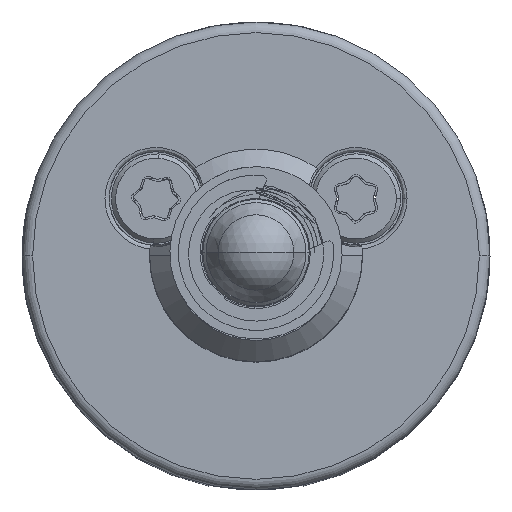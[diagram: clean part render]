
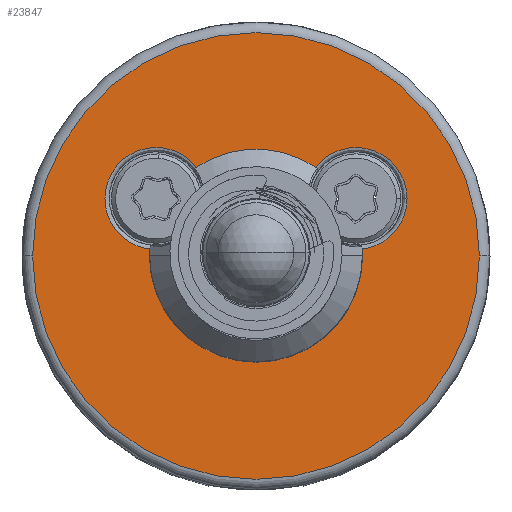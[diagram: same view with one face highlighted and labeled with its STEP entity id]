
A CAD part, top view. The second image highlights one B-rep face of the part: STEP entity #23847.
In plain terms, the highlighted planar face has unit normal (0, 0, 1).
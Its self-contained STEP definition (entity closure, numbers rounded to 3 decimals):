
#60 = ORIENTED_EDGE ( 'NONE', *, *, #34008, .T. ) ;
#1706 = FACE_OUTER_BOUND ( 'NONE', #19666, .T. ) ;
#2328 = DIRECTION ( 'NONE',  ( 1., 0., 0. ) ) ;
#3706 = CARTESIAN_POINT ( 'NONE',  ( 4.791, 0.302, 136.6 ) ) ;
#3894 = DIRECTION ( 'NONE',  ( 0., 0., -1. ) ) ;
#5168 = EDGE_CURVE ( 'NONE', #23756, #8234, #29424, .T. ) ;
#5837 = CARTESIAN_POINT ( 'NONE',  ( 4.7, 2.7, 136.6 ) ) ;
#6299 = CARTESIAN_POINT ( 'NONE',  ( 10.5, 0., 136.6 ) ) ;
#6359 = CIRCLE ( 'NONE', #13987, 4.8 ) ;
#6398 = ORIENTED_EDGE ( 'NONE', *, *, #30204, .T. ) ;
#6640 = AXIS2_PLACEMENT_3D ( 'NONE', #17392, #38905, #20509 ) ;
#6740 = ORIENTED_EDGE ( 'NONE', *, *, #12146, .T. ) ;
#7542 = EDGE_CURVE ( 'NONE', #21392, #15996, #37710, .T. ) ;
#7649 = CARTESIAN_POINT ( 'NONE',  ( -4.791, 0.302, 136.6 ) ) ;
#8089 = CARTESIAN_POINT ( 'NONE',  ( 0., 0., 136.6 ) ) ;
#8234 = VERTEX_POINT ( 'NONE', #3706 ) ;
#8896 = CIRCLE ( 'NONE', #36735, 10.5 ) ;
#8952 = DIRECTION ( 'NONE',  ( 1., 0., 0. ) ) ;
#10155 = DIRECTION ( 'NONE',  ( 0., 0., -1. ) ) ;
#11163 = DIRECTION ( 'NONE',  ( 1., 0., 0. ) ) ;
#11783 = CARTESIAN_POINT ( 'NONE',  ( 0., 4.8, 136.6 ) ) ;
#12146 = EDGE_CURVE ( 'NONE', #25024, #32113, #23913, .T. ) ;
#12392 = EDGE_CURVE ( 'NONE', #13233, #23756, #30609, .T. ) ;
#12557 = CARTESIAN_POINT ( 'NONE',  ( 0., 0., 136.6 ) ) ;
#12640 = CARTESIAN_POINT ( 'NONE',  ( 0., 0., 136.6 ) ) ;
#13233 = VERTEX_POINT ( 'NONE', #17640 ) ;
#13934 = VERTEX_POINT ( 'NONE', #7649 ) ;
#13987 = AXIS2_PLACEMENT_3D ( 'NONE', #12557, #34084, #15698 ) ;
#14134 = CIRCLE ( 'NONE', #6640, 2.4 ) ;
#15656 = PLANE ( 'NONE',  #30848 ) ;
#15698 = DIRECTION ( 'NONE',  ( 0., 1., 0. ) ) ;
#15790 = DIRECTION ( 'NONE',  ( 1., 0., 0. ) ) ;
#15996 = VERTEX_POINT ( 'NONE', #11783 ) ;
#16325 = CARTESIAN_POINT ( 'NONE',  ( 4.7, 2.7, 136.6 ) ) ;
#17392 = CARTESIAN_POINT ( 'NONE',  ( -4.7, 2.7, 136.6 ) ) ;
#17640 = CARTESIAN_POINT ( 'NONE',  ( 2.674, 3.986, 136.6 ) ) ;
#17798 = AXIS2_PLACEMENT_3D ( 'NONE', #22365, #3894, #25458 ) ;
#17946 = ORIENTED_EDGE ( 'NONE', *, *, #12392, .T. ) ;
#18105 = FACE_BOUND ( 'NONE', #21903, .T. ) ;
#19244 = EDGE_CURVE ( 'NONE', #32113, #25024, #8896, .T. ) ;
#19373 = AXIS2_PLACEMENT_3D ( 'NONE', #5837, #27399, #8952 ) ;
#19421 = DIRECTION ( 'NONE',  ( 1., 0., 0. ) ) ;
#19666 = EDGE_LOOP ( 'NONE', ( #6740, #36296 ) ) ;
#20509 = DIRECTION ( 'NONE',  ( 1., 0., 0. ) ) ;
#20800 = DIRECTION ( 'NONE',  ( 0., 0., 1. ) ) ;
#21392 = VERTEX_POINT ( 'NONE', #34700 ) ;
#21903 = EDGE_LOOP ( 'NONE', ( #39496, #6398, #17946, #24007, #23879, #60 ) ) ;
#22365 = CARTESIAN_POINT ( 'NONE',  ( 0., 0., 136.6 ) ) ;
#22910 = AXIS2_PLACEMENT_3D ( 'NONE', #16325, #37806, #19421 ) ;
#23756 = VERTEX_POINT ( 'NONE', #39596 ) ;
#23847 = ADVANCED_FACE ( 'NONE', ( #1706, #18105 ), #15656, .T. ) ;
#23879 = ORIENTED_EDGE ( 'NONE', *, *, #27750, .T. ) ;
#23913 = CIRCLE ( 'NONE', #32499, 10.5 ) ;
#24007 = ORIENTED_EDGE ( 'NONE', *, *, #5168, .T. ) ;
#25024 = VERTEX_POINT ( 'NONE', #6299 ) ;
#25458 = DIRECTION ( 'NONE',  ( 0., 1., 0. ) ) ;
#27399 = DIRECTION ( 'NONE',  ( 0., 0., -1. ) ) ;
#27750 = EDGE_CURVE ( 'NONE', #8234, #13934, #29170, .T. ) ;
#28633 = CARTESIAN_POINT ( 'NONE',  ( 0., 0., 136.6 ) ) ;
#29170 = CIRCLE ( 'NONE', #17798, 4.8 ) ;
#29424 = CIRCLE ( 'NONE', #22910, 2.4 ) ;
#29635 = DIRECTION ( 'NONE',  ( 0., 0., 1. ) ) ;
#30204 = EDGE_CURVE ( 'NONE', #15996, #13233, #6359, .T. ) ;
#30609 = CIRCLE ( 'NONE', #19373, 2.4 ) ;
#30848 = AXIS2_PLACEMENT_3D ( 'NONE', #12640, #34167, #15790 ) ;
#31730 = DIRECTION ( 'NONE',  ( 0., 1., 0. ) ) ;
#32113 = VERTEX_POINT ( 'NONE', #34519 ) ;
#32499 = AXIS2_PLACEMENT_3D ( 'NONE', #8089, #29635, #11163 ) ;
#34008 = EDGE_CURVE ( 'NONE', #13934, #21392, #14134, .T. ) ;
#34084 = DIRECTION ( 'NONE',  ( 0., 0., -1. ) ) ;
#34167 = DIRECTION ( 'NONE',  ( 0., 0., 1. ) ) ;
#34352 = AXIS2_PLACEMENT_3D ( 'NONE', #28633, #10155, #31730 ) ;
#34519 = CARTESIAN_POINT ( 'NONE',  ( -10.5, 0., 136.6 ) ) ;
#34700 = CARTESIAN_POINT ( 'NONE',  ( -2.674, 3.986, 136.6 ) ) ;
#36296 = ORIENTED_EDGE ( 'NONE', *, *, #19244, .T. ) ;
#36735 = AXIS2_PLACEMENT_3D ( 'NONE', #39222, #20800, #2328 ) ;
#37710 = CIRCLE ( 'NONE', #34352, 4.8 ) ;
#37806 = DIRECTION ( 'NONE',  ( 0., 0., -1. ) ) ;
#38905 = DIRECTION ( 'NONE',  ( 0., 0., -1. ) ) ;
#39222 = CARTESIAN_POINT ( 'NONE',  ( 0., 0., 136.6 ) ) ;
#39496 = ORIENTED_EDGE ( 'NONE', *, *, #7542, .T. ) ;
#39596 = CARTESIAN_POINT ( 'NONE',  ( 7.1, 2.7, 136.6 ) ) ;
